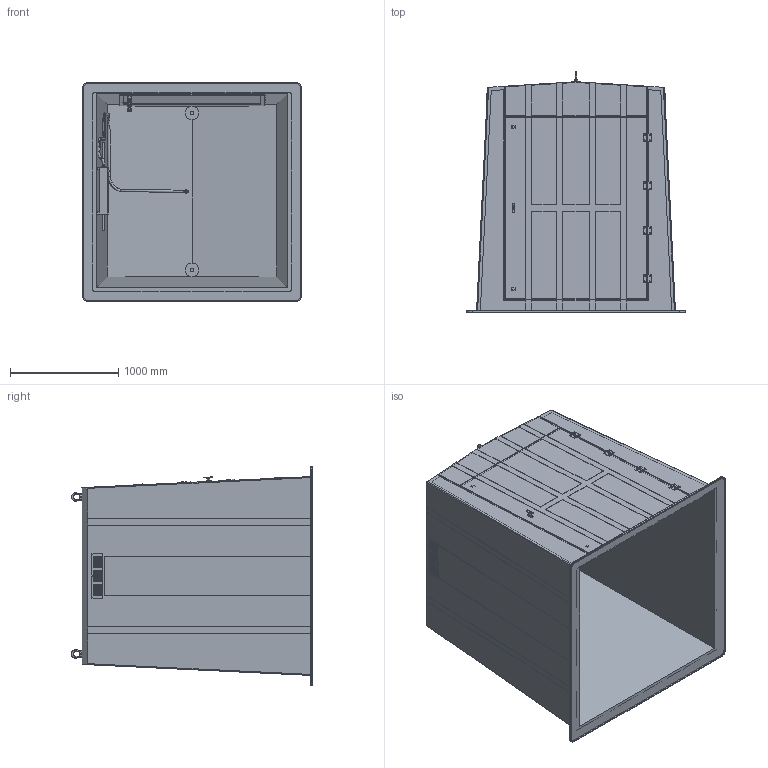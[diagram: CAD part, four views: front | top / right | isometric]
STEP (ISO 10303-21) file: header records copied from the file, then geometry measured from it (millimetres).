
FILE_DESCRIPTION (( 'STEP AP214' ), '1' );
FILE_NAME ('M600.STEP', '2020-10-02T12:39:47', ( '' ), ( '' ), 'SwSTEP 2.0', 'SolidWorks 2020', '' );
FILE_SCHEMA (( 'AUTOMOTIVE_DESIGN' ));
Length unit declared in the file: inch
Products named in the file (1): M600
Bounding box: 2019.3 x 2225.21 x 2019.3 mm (x, y, z)
Volume: 464257270.2 mm3; surface area: 37761198 mm2
Topology: 77 solids, 77 shells, 3725 faces, 9653 edges, 6239 vertices
Faces by surface type: plane 1643, cylinder 1159, bspline 317, torus 288, sphere 226, cone 92
Entity records: 205436 total; most frequent: CARTESIAN_POINT 69081, ORIENTED_EDGE 19282, DIRECTION 16873, EDGE_CURVE 9641, VERTEX_POINT 6239, AXIS2_PLACEMENT_3D 6118, LINE 4637, VECTOR 4637
